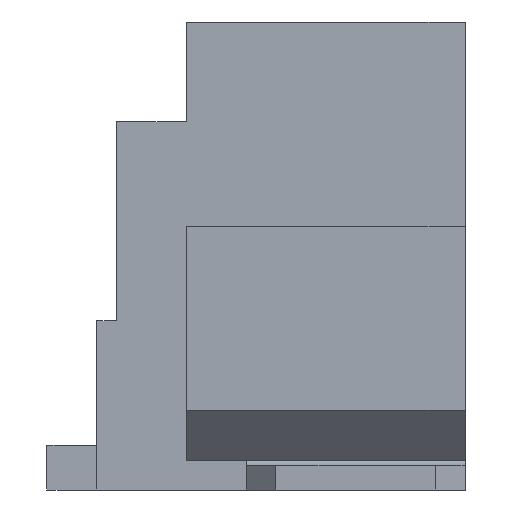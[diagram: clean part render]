
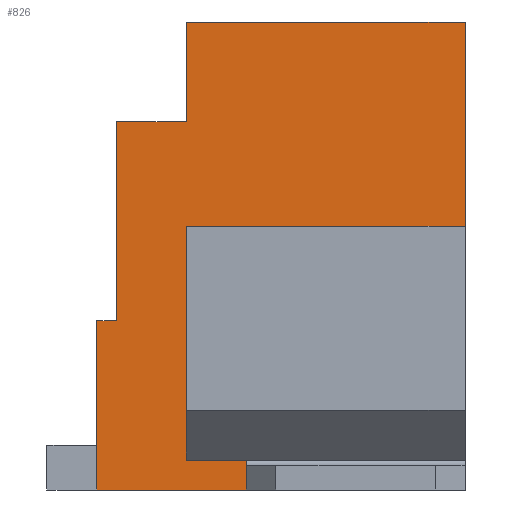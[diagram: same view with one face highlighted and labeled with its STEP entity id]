
A CAD part, left-side view. The second image highlights one B-rep face of the part: STEP entity #826.
In plain terms, the highlighted planar face has unit normal (-1, 0, 0).
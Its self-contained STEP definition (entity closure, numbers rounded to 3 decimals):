
#32 = VERTEX_POINT('',#33);
#33 = CARTESIAN_POINT('',(-5.875,0.2,4.7));
#39 = EDGE_CURVE('',#32,#40,#42,.T.);
#40 = VERTEX_POINT('',#41);
#41 = CARTESIAN_POINT('',(-5.875,-2.6,4.7));
#42 = LINE('',#43,#44);
#43 = CARTESIAN_POINT('',(-5.875,1.1,4.7));
#44 = VECTOR('',#45,1.);
#45 = DIRECTION('',(0.,-1.,0.));
#183 = VERTEX_POINT('',#184);
#184 = CARTESIAN_POINT('',(-5.875,-2.6,0.35));
#190 = EDGE_CURVE('',#183,#191,#193,.T.);
#191 = VERTEX_POINT('',#192);
#192 = CARTESIAN_POINT('',(-5.875,-2.6,0.));
#193 = LINE('',#194,#195);
#194 = CARTESIAN_POINT('',(-5.875,-2.6,1.6));
#195 = VECTOR('',#196,1.);
#196 = DIRECTION('',(0.,0.,-1.));
#735 = EDGE_CURVE('',#736,#40,#738,.T.);
#736 = VERTEX_POINT('',#737);
#737 = CARTESIAN_POINT('',(-5.875,-2.6,2.65));
#738 = LINE('',#739,#740);
#739 = CARTESIAN_POINT('',(-5.875,-2.6,0.));
#740 = VECTOR('',#741,1.);
#741 = DIRECTION('',(0.,0.,1.));
#826 = ADVANCED_FACE('',(#827),#916,.T.);
#827 = FACE_BOUND('',#828,.T.);
#828 = EDGE_LOOP('',(#829,#839,#845,#846,#854,#862,#870,#878,#884,#885,
#886,#894,#902,#910));
#829 = ORIENTED_EDGE('',*,*,#830,.F.);
#830 = EDGE_CURVE('',#831,#833,#835,.T.);
#831 = VERTEX_POINT('',#832);
#832 = CARTESIAN_POINT('',(-5.875,1.1,0.));
#833 = VERTEX_POINT('',#834);
#834 = CARTESIAN_POINT('',(-5.875,1.1,1.7));
#835 = LINE('',#836,#837);
#836 = CARTESIAN_POINT('',(-5.875,1.1,0.));
#837 = VECTOR('',#838,1.);
#838 = DIRECTION('',(0.,0.,1.));
#839 = ORIENTED_EDGE('',*,*,#840,.T.);
#840 = EDGE_CURVE('',#831,#191,#841,.T.);
#841 = LINE('',#842,#843);
#842 = CARTESIAN_POINT('',(-5.875,1.1,0.));
#843 = VECTOR('',#844,1.);
#844 = DIRECTION('',(0.,-1.,0.));
#845 = ORIENTED_EDGE('',*,*,#190,.F.);
#846 = ORIENTED_EDGE('',*,*,#847,.F.);
#847 = EDGE_CURVE('',#848,#183,#850,.T.);
#848 = VERTEX_POINT('',#849);
#849 = CARTESIAN_POINT('',(-5.875,-0.4,0.35));
#850 = LINE('',#851,#852);
#851 = CARTESIAN_POINT('',(-5.875,-0.4,0.35));
#852 = VECTOR('',#853,1.);
#853 = DIRECTION('',(0.,-1.,0.));
#854 = ORIENTED_EDGE('',*,*,#855,.T.);
#855 = EDGE_CURVE('',#848,#856,#858,.T.);
#856 = VERTEX_POINT('',#857);
#857 = CARTESIAN_POINT('',(-5.875,-0.4,0.3));
#858 = LINE('',#859,#860);
#859 = CARTESIAN_POINT('',(-5.875,-0.4,1.6));
#860 = VECTOR('',#861,1.);
#861 = DIRECTION('',(0.,0.,-1.));
#862 = ORIENTED_EDGE('',*,*,#863,.T.);
#863 = EDGE_CURVE('',#856,#864,#866,.T.);
#864 = VERTEX_POINT('',#865);
#865 = CARTESIAN_POINT('',(-5.875,0.2,0.3));
#866 = LINE('',#867,#868);
#867 = CARTESIAN_POINT('',(-5.875,-2.6,0.3));
#868 = VECTOR('',#869,1.);
#869 = DIRECTION('',(0.,1.,0.));
#870 = ORIENTED_EDGE('',*,*,#871,.F.);
#871 = EDGE_CURVE('',#872,#864,#874,.T.);
#872 = VERTEX_POINT('',#873);
#873 = CARTESIAN_POINT('',(-5.875,0.2,2.65));
#874 = LINE('',#875,#876);
#875 = CARTESIAN_POINT('',(-5.875,0.2,2.65));
#876 = VECTOR('',#877,1.);
#877 = DIRECTION('',(0.,0.,-1.));
#878 = ORIENTED_EDGE('',*,*,#879,.F.);
#879 = EDGE_CURVE('',#736,#872,#880,.T.);
#880 = LINE('',#881,#882);
#881 = CARTESIAN_POINT('',(-5.875,-2.6,2.65));
#882 = VECTOR('',#883,1.);
#883 = DIRECTION('',(0.,1.,0.));
#884 = ORIENTED_EDGE('',*,*,#735,.T.);
#885 = ORIENTED_EDGE('',*,*,#39,.F.);
#886 = ORIENTED_EDGE('',*,*,#887,.T.);
#887 = EDGE_CURVE('',#32,#888,#890,.T.);
#888 = VERTEX_POINT('',#889);
#889 = CARTESIAN_POINT('',(-5.875,0.2,3.7));
#890 = LINE('',#891,#892);
#891 = CARTESIAN_POINT('',(-5.875,0.2,4.7));
#892 = VECTOR('',#893,1.);
#893 = DIRECTION('',(-0.,-0.,-1.));
#894 = ORIENTED_EDGE('',*,*,#895,.F.);
#895 = EDGE_CURVE('',#896,#888,#898,.T.);
#896 = VERTEX_POINT('',#897);
#897 = CARTESIAN_POINT('',(-5.875,0.9,3.7));
#898 = LINE('',#899,#900);
#899 = CARTESIAN_POINT('',(-5.875,0.9,3.7));
#900 = VECTOR('',#901,1.);
#901 = DIRECTION('',(0.,-1.,0.));
#902 = ORIENTED_EDGE('',*,*,#903,.T.);
#903 = EDGE_CURVE('',#896,#904,#906,.T.);
#904 = VERTEX_POINT('',#905);
#905 = CARTESIAN_POINT('',(-5.875,0.9,1.7));
#906 = LINE('',#907,#908);
#907 = CARTESIAN_POINT('',(-5.875,0.9,4.7));
#908 = VECTOR('',#909,1.);
#909 = DIRECTION('',(-0.,-0.,-1.));
#910 = ORIENTED_EDGE('',*,*,#911,.F.);
#911 = EDGE_CURVE('',#833,#904,#912,.T.);
#912 = LINE('',#913,#914);
#913 = CARTESIAN_POINT('',(-5.875,1.1,1.7));
#914 = VECTOR('',#915,1.);
#915 = DIRECTION('',(0.,-1.,0.));
#916 = PLANE('',#917);
#917 = AXIS2_PLACEMENT_3D('',#918,#919,#920);
#918 = CARTESIAN_POINT('',(-5.875,-0.718,2.071));
#919 = DIRECTION('',(-1.,0.,0.));
#920 = DIRECTION('',(0.,0.,-1.));
